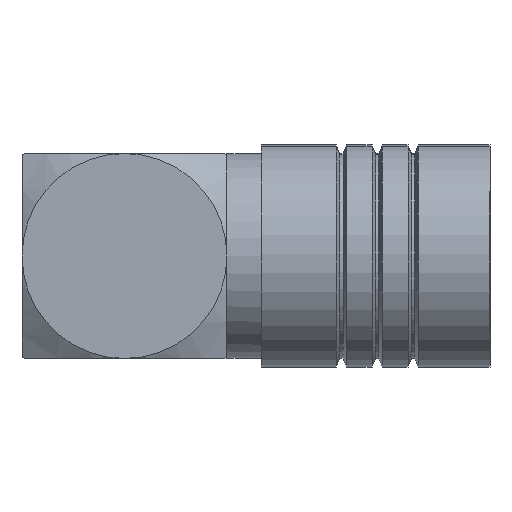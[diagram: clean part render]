
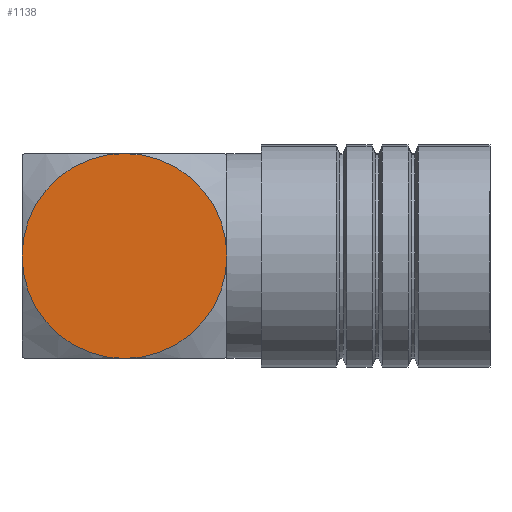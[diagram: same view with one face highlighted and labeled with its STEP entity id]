
A CAD part, left-side view. The second image highlights one B-rep face of the part: STEP entity #1138.
In plain terms, the highlighted planar face has unit normal (-1, 0, 0).
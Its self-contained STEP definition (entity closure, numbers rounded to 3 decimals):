
#126 = AXIS2_PLACEMENT_3D ( 'NONE', #5028, #1923, #4955 ) ;
#213 = DIRECTION ( 'NONE',  ( 0., 0., -1. ) ) ;
#846 = CIRCLE ( 'NONE', #5430, 3. ) ;
#978 = DIRECTION ( 'NONE',  ( 0., 0., -1. ) ) ;
#1016 = CARTESIAN_POINT ( 'NONE',  ( -3., -3., 0. ) ) ;
#1138 = ADVANCED_FACE ( 'NONE', ( #5231 ), #1593, .F. ) ;
#1178 = CIRCLE ( 'NONE', #126, 3. ) ;
#1205 = CARTESIAN_POINT ( 'NONE',  ( -3., 0., 0. ) ) ;
#1330 = CIRCLE ( 'NONE', #4207, 3. ) ;
#1363 = ORIENTED_EDGE ( 'NONE', *, *, #7631, .F. ) ;
#1467 = CARTESIAN_POINT ( 'NONE',  ( -3., 0., 0. ) ) ;
#1473 = VERTEX_POINT ( 'NONE', #6330 ) ;
#1593 = PLANE ( 'NONE',  #5831 ) ;
#1923 = DIRECTION ( 'NONE',  ( 1., 0., 0. ) ) ;
#1968 = EDGE_CURVE ( 'NONE', #3205, #1473, #846, .T. ) ;
#2030 = DIRECTION ( 'NONE',  ( 1., 0., 0. ) ) ;
#2417 = DIRECTION ( 'NONE',  ( 1., 0., 0. ) ) ;
#2749 = CARTESIAN_POINT ( 'NONE',  ( -3., 0., -3. ) ) ;
#3205 = VERTEX_POINT ( 'NONE', #2749 ) ;
#3248 = CARTESIAN_POINT ( 'NONE',  ( -3., 0., 0. ) ) ;
#3346 = EDGE_LOOP ( 'NONE', ( #4581, #4686, #1363, #3872 ) ) ;
#3706 = DIRECTION ( 'NONE',  ( 1., 0., 0. ) ) ;
#3872 = ORIENTED_EDGE ( 'NONE', *, *, #7683, .F. ) ;
#4137 = DIRECTION ( 'NONE',  ( 1., 0., 0. ) ) ;
#4207 = AXIS2_PLACEMENT_3D ( 'NONE', #8019, #2417, #8062 ) ;
#4581 = ORIENTED_EDGE ( 'NONE', *, *, #1968, .F. ) ;
#4618 = EDGE_CURVE ( 'NONE', #6562, #3205, #5107, .T. ) ;
#4686 = ORIENTED_EDGE ( 'NONE', *, *, #4618, .F. ) ;
#4857 = AXIS2_PLACEMENT_3D ( 'NONE', #3248, #2030, #213 ) ;
#4955 = DIRECTION ( 'NONE',  ( 0., 0., -1. ) ) ;
#5028 = CARTESIAN_POINT ( 'NONE',  ( -3., 0., 0. ) ) ;
#5107 = CIRCLE ( 'NONE', #4857, 3. ) ;
#5231 = FACE_OUTER_BOUND ( 'NONE', #3346, .T. ) ;
#5430 = AXIS2_PLACEMENT_3D ( 'NONE', #1205, #3706, #6192 ) ;
#5831 = AXIS2_PLACEMENT_3D ( 'NONE', #1467, #4137, #978 ) ;
#6192 = DIRECTION ( 'NONE',  ( 0., 0., -1. ) ) ;
#6330 = CARTESIAN_POINT ( 'NONE',  ( -3., 3., 0. ) ) ;
#6562 = VERTEX_POINT ( 'NONE', #1016 ) ;
#7453 = VERTEX_POINT ( 'NONE', #7486 ) ;
#7486 = CARTESIAN_POINT ( 'NONE',  ( -3., 0., 3. ) ) ;
#7631 = EDGE_CURVE ( 'NONE', #7453, #6562, #1330, .T. ) ;
#7683 = EDGE_CURVE ( 'NONE', #1473, #7453, #1178, .T. ) ;
#8019 = CARTESIAN_POINT ( 'NONE',  ( -3., 0., 0. ) ) ;
#8062 = DIRECTION ( 'NONE',  ( 0., 0., -1. ) ) ;
